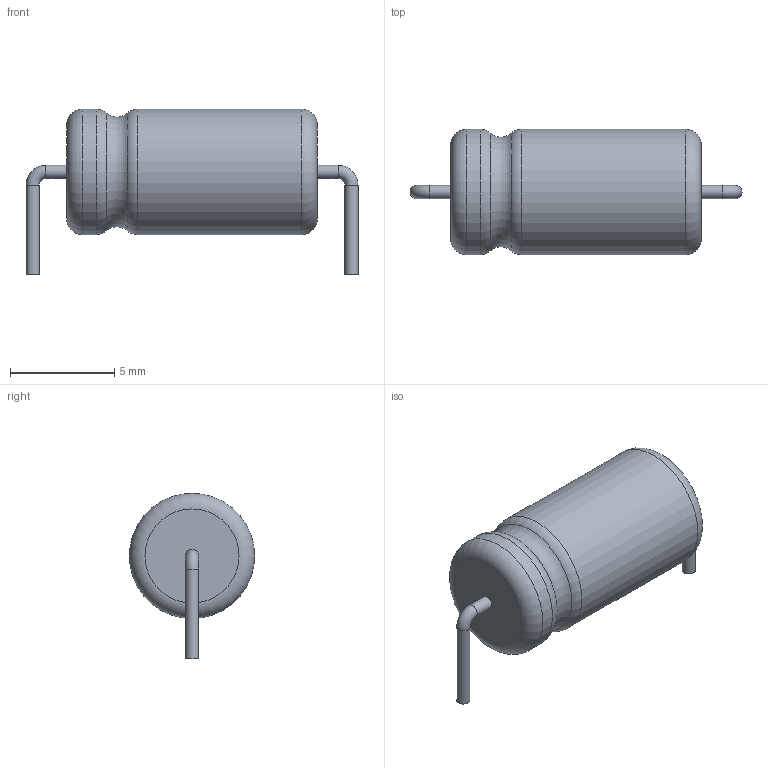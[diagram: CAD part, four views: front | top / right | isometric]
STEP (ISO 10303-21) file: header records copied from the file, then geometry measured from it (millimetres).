
FILE_DESCRIPTION(/* description */ (''),/* implementation_level */ '2;1');
FILE_NAME(/* name */ 'CapacitorSmall.step',/* time_stamp */ '2023-01-04T19:57:46+01:00',/* author */ (''),/* organization */ (''),/* preprocessor_version */ 'ST-DEVELOPER v19.2',/* originating_system */ 'Autodesk Translation Framework v11.17.0.187',/* authorisation */ '');
FILE_SCHEMA (('AUTOMOTIVE_DESIGN { 1 0 10303 214 3 1 1 }'));
Length unit declared in the file: millimetre
Products named in the file (1): E15-6
Bounding box: 15.89 x 6 x 7.92 mm (x, y, z)
Volume: 332.2 mm3; surface area: 295.9 mm2
Topology: 1 solids, 1 shells, 17 faces, 36 edges, 23 vertices
Faces by surface type: torus 7, cylinder 6, plane 4
Full cylindrical faces by diameter (mm): 0.63 x4, 6 x2
Entity records: 531 total; most frequent: DIRECTION 102, CARTESIAN_POINT 77, ORIENTED_EDGE 72, AXIS2_PLACEMENT_3D 48, EDGE_CURVE 36, CIRCLE 30, VERTEX_POINT 23, EDGE_LOOP 19
